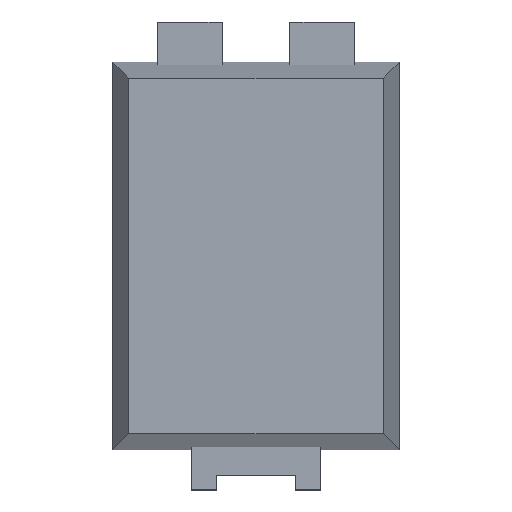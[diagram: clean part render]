
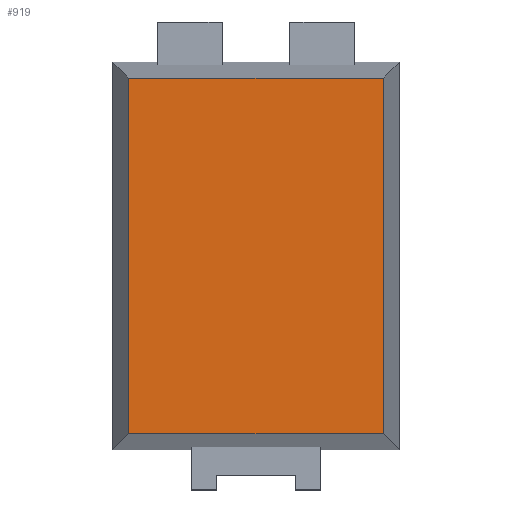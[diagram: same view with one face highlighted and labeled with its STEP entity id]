
A CAD part, top view. The second image highlights one B-rep face of the part: STEP entity #919.
In plain terms, the highlighted planar face has unit normal (0, 0, 1).
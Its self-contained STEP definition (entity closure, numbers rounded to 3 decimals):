
#399 = EDGE_CURVE('',#400,#402,#404,.T.);
#400 = VERTEX_POINT('',#401);
#401 = CARTESIAN_POINT('',(-1.77,-2.47,1.27));
#402 = VERTEX_POINT('',#403);
#403 = CARTESIAN_POINT('',(1.77,-2.47,1.27));
#404 = LINE('',#405,#406);
#405 = CARTESIAN_POINT('',(1.99,-2.47,1.27));
#406 = VECTOR('',#407,1.);
#407 = DIRECTION('',(1.,0.,0.));
#447 = VERTEX_POINT('',#448);
#448 = CARTESIAN_POINT('',(-1.77,2.47,1.27));
#456 = EDGE_CURVE('',#447,#400,#457,.T.);
#457 = LINE('',#458,#459);
#458 = CARTESIAN_POINT('',(-1.77,-2.47,1.27));
#459 = VECTOR('',#460,1.);
#460 = DIRECTION('',(0.,-1.,0.));
#471 = VERTEX_POINT('',#472);
#472 = CARTESIAN_POINT('',(1.77,2.47,1.27));
#526 = EDGE_CURVE('',#471,#447,#527,.T.);
#527 = LINE('',#528,#529);
#528 = CARTESIAN_POINT('',(-1.99,2.47,1.27));
#529 = VECTOR('',#530,1.);
#530 = DIRECTION('',(-1.,0.,0.));
#737 = EDGE_CURVE('',#402,#471,#738,.T.);
#738 = LINE('',#739,#740);
#739 = CARTESIAN_POINT('',(1.77,2.47,1.27));
#740 = VECTOR('',#741,1.);
#741 = DIRECTION('',(0.,1.,0.));
#919 = ADVANCED_FACE('',(#920),#926,.T.);
#920 = FACE_BOUND('',#921,.T.);
#921 = EDGE_LOOP('',(#922,#923,#924,#925));
#922 = ORIENTED_EDGE('',*,*,#526,.T.);
#923 = ORIENTED_EDGE('',*,*,#456,.T.);
#924 = ORIENTED_EDGE('',*,*,#399,.T.);
#925 = ORIENTED_EDGE('',*,*,#737,.T.);
#926 = PLANE('',#927);
#927 = AXIS2_PLACEMENT_3D('',#928,#929,#930);
#928 = CARTESIAN_POINT('',(0.,0.,1.27));
#929 = DIRECTION('',(0.,0.,1.));
#930 = DIRECTION('',(1.,0.,0.));
